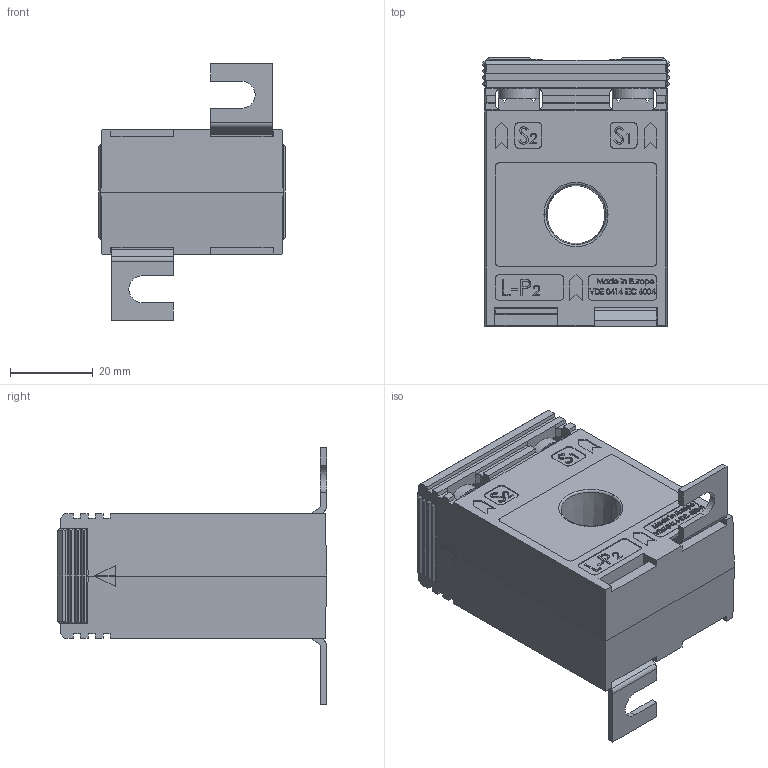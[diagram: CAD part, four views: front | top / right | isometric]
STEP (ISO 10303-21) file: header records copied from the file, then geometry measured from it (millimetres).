
FILE_DESCRIPTION (( 'STEP AP214' ), '1' );
FILE_NAME ('ASR14_3_kpl.STEP', '2011-11-15T09:32:17', ( ' ' ), ( '' ), 'SwSTEP 2.0', 'SolidWorks 2010', '' );
FILE_SCHEMA (( 'AUTOMOTIVE_DESIGN' ));
Length unit declared in the file: millimetre
Products named in the file (7): MBS_WN-003_04_Klemme_WN-003_02; Fusswinkel_1,5; Verschlussklappe_23mm; Linsenschraube DIN 7985 4.8 VZ M 5 x 10; ASR14_3_kpl; ASR14_3_11_Gehäuseoberteil; ASR14_3_11
Assembly tree (12 placements, depth 2):
  ASR14_3_kpl
    MBS_WN-003_04_Klemme_WN-003_02  x2
    ASR14_3_11
    Fusswinkel_1,5  x2
    Verschlussklappe_23mm  x2
    Linsenschraube DIN 7985 4.8 VZ M 5 x 10  x4
    ASR14_3_11_Gehäuseoberteil
Bounding box: 45 x 65 x 62 mm (x, y, z)
Volume: 75174.4 mm3; surface area: 30031.5 mm2
Topology: 13 solids, 13 shells, 1561 faces, 4024 edges, 2606 vertices
Faces by surface type: plane 1081, bspline 312, cylinder 100, cone 40, sphere 16, torus 12
Entity records: 57959 total; most frequent: CARTESIAN_POINT 26620, ORIENTED_EDGE 7028, DIRECTION 5130, EDGE_CURVE 3514, VECTOR 2646, LINE 2646, VERTEX_POINT 2308, EDGE_LOOP 1470
